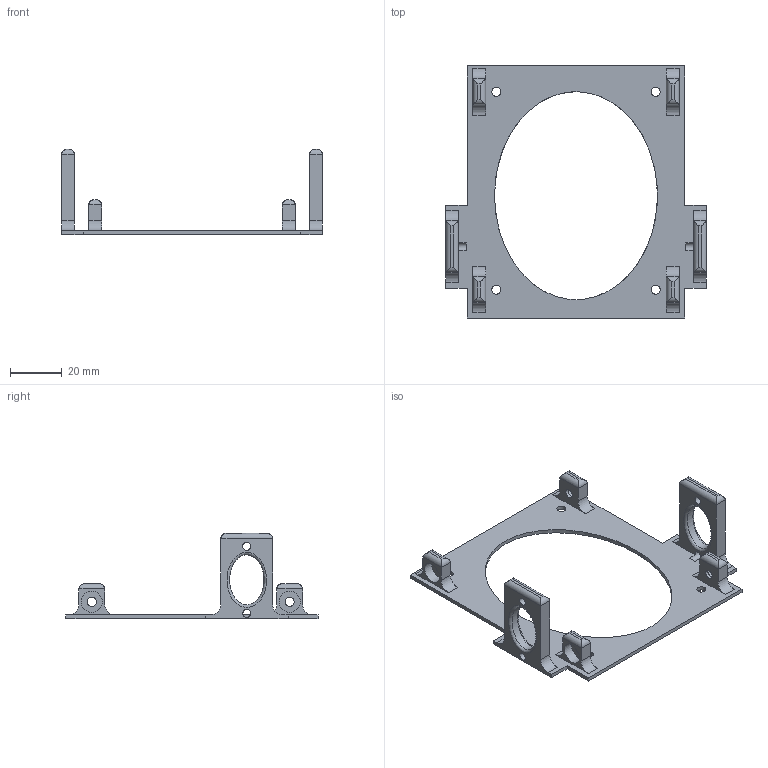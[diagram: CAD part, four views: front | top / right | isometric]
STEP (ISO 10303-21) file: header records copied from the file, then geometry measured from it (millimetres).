
FILE_DESCRIPTION(('FreeCAD Model'),'2;1');
FILE_NAME('2.5inch hdd bracket antec floppy bay.step','2016-01-16T00:06:56',('Author'),(''), 'Open CASCADE STEP processor 6.8','FreeCAD','Unknown');
FILE_SCHEMA(('AUTOMOTIVE_DESIGN_CC2 { 1 2 10303 214 -1 1 5 4 }'));
Length unit declared in the file: millimetre
Products named in the file (1): Pocket009
Bounding box: 101 x 97.6 x 33 mm (x, y, z)
Volume: 12744.4 mm3; surface area: 14961.6 mm2
Topology: 1 solids, 1 shells, 107 faces, 289 edges, 190 vertices
Faces by surface type: cylinder 52, plane 48, bspline 4, extrusion 3
Full cylindrical faces by diameter (mm): 3.1 x4, 3.5 x8, 8.2 x4
Entity records: 8860 total; most frequent: CARTESIAN_POINT 3153, DIRECTION 1023, VECTOR 615, LINE 612, ORIENTED_EDGE 578, PCURVE 578, DEFINITIONAL_REPRESENTATION 578, EDGE_CURVE 289
